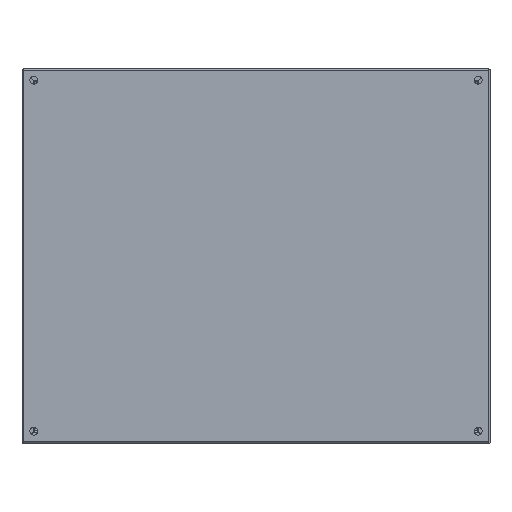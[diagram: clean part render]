
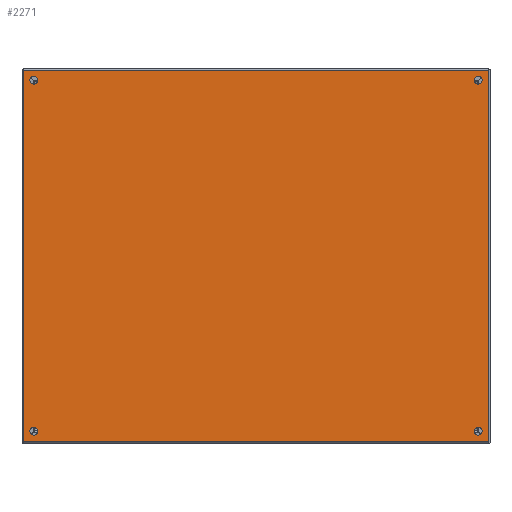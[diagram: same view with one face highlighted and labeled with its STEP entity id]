
A CAD part, top view. The second image highlights one B-rep face of the part: STEP entity #2271.
In plain terms, the highlighted face is planar.
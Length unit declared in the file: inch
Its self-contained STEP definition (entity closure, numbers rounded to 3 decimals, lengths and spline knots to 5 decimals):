
#244 = CARTESIAN_POINT ( 'NONE',  ( 0., 0.75, -11.25 ) ) ;
#466 = VERTEX_POINT ( 'NONE', #2038 ) ;
#1775 = CARTESIAN_POINT ( 'NONE',  ( 0., 0.5, 11.25 ) ) ;
#1912 = EDGE_CURVE ( 'NONE', #25255, #3670, #10385, .T. ) ;
#1966 = DIRECTION ( 'NONE',  ( 0., -1., 0. ) ) ;
#2038 = CARTESIAN_POINT ( 'NONE',  ( 0., 29.5, -11.25 ) ) ;
#2192 = VERTEX_POINT ( 'NONE', #23699 ) ;
#2271 = ADVANCED_FACE ( 'NONE', ( #5579, #2455, #15258, #17599, #28117 ), #40855, .T. ) ;
#2455 = FACE_BOUND ( 'NONE', #26711, .T. ) ;
#2668 = DIRECTION ( 'NONE',  ( -1., 0., 0. ) ) ;
#2758 = CARTESIAN_POINT ( 'NONE',  ( 0., 0.75, 11.25 ) ) ;
#2860 = DIRECTION ( 'NONE',  ( 0., 1., 0. ) ) ;
#2923 = DIRECTION ( 'NONE',  ( 1., 0., 0. ) ) ;
#3060 = DIRECTION ( 'NONE',  ( 1., 0., 0. ) ) ;
#3163 = AXIS2_PLACEMENT_3D ( 'NONE', #33049, #30489, #36169 ) ;
#3353 = DIRECTION ( 'NONE',  ( 1., 0., 0. ) ) ;
#3670 = VERTEX_POINT ( 'NONE', #17793 ) ;
#4062 = EDGE_CURVE ( 'NONE', #11629, #17995, #12525, .T. ) ;
#4572 = ORIENTED_EDGE ( 'NONE', *, *, #35720, .T. ) ;
#4692 = AXIS2_PLACEMENT_3D ( 'NONE', #6301, #12828, #28810 ) ;
#5036 = EDGE_CURVE ( 'NONE', #11629, #2192, #12683, .T. ) ;
#5514 = CARTESIAN_POINT ( 'NONE',  ( 0., 29.928, -11.892 ) ) ;
#5579 = FACE_OUTER_BOUND ( 'NONE', #16028, .T. ) ;
#6022 = CARTESIAN_POINT ( 'NONE',  ( 0., 0.5, -11.25 ) ) ;
#6301 = CARTESIAN_POINT ( 'NONE',  ( 0., 0.75, 11.25 ) ) ;
#6702 = CIRCLE ( 'NONE', #4692, 0.25 ) ;
#6803 = ORIENTED_EDGE ( 'NONE', *, *, #26037, .T. ) ;
#8466 = ORIENTED_EDGE ( 'NONE', *, *, #36016, .T. ) ;
#8844 = DIRECTION ( 'NONE',  ( 0., 1., 0. ) ) ;
#9279 = ORIENTED_EDGE ( 'NONE', *, *, #4062, .T. ) ;
#9325 = DIRECTION ( 'NONE',  ( 0., -1., 0. ) ) ;
#9680 = DIRECTION ( 'NONE',  ( 1., 0., 0. ) ) ;
#10327 = CARTESIAN_POINT ( 'NONE',  ( 0., 29.25, 11.25 ) ) ;
#10385 = CIRCLE ( 'NONE', #11010, 0.25 ) ;
#10388 = ORIENTED_EDGE ( 'NONE', *, *, #10771, .T. ) ;
#10457 = AXIS2_PLACEMENT_3D ( 'NONE', #25550, #3060, #2860 ) ;
#10771 = EDGE_CURVE ( 'NONE', #41153, #26603, #11175, .T. ) ;
#11010 = AXIS2_PLACEMENT_3D ( 'NONE', #10327, #26688, #14917 ) ;
#11175 = CIRCLE ( 'NONE', #3163, 0.25 ) ;
#11211 = EDGE_LOOP ( 'NONE', ( #20241, #4572 ) ) ;
#11347 = CIRCLE ( 'NONE', #26124, 0.25 ) ;
#11629 = VERTEX_POINT ( 'NONE', #26756 ) ;
#11987 = AXIS2_PLACEMENT_3D ( 'NONE', #2758, #9680, #8844 ) ;
#11999 = CARTESIAN_POINT ( 'NONE',  ( 0., 0.072, 11.928 ) ) ;
#12014 = VECTOR ( 'NONE', #9325, 39.37008 ) ;
#12018 = CARTESIAN_POINT ( 'NONE',  ( 0., 0.072, -11.892 ) ) ;
#12213 = VERTEX_POINT ( 'NONE', #25966 ) ;
#12525 = LINE ( 'NONE', #22809, #39639 ) ;
#12683 = LINE ( 'NONE', #19647, #12014 ) ;
#12828 = DIRECTION ( 'NONE',  ( 1., 0., 0. ) ) ;
#14917 = DIRECTION ( 'NONE',  ( 0., 1., 0. ) ) ;
#15258 = FACE_BOUND ( 'NONE', #25776, .T. ) ;
#16028 = EDGE_LOOP ( 'NONE', ( #9279, #36913, #21345, #36554 ) ) ;
#16160 = DIRECTION ( 'NONE',  ( 0., 1., 0. ) ) ;
#17599 = FACE_BOUND ( 'NONE', #33009, .T. ) ;
#17793 = CARTESIAN_POINT ( 'NONE',  ( 0., 29., 11.25 ) ) ;
#17995 = VERTEX_POINT ( 'NONE', #24295 ) ;
#19188 = CARTESIAN_POINT ( 'NONE',  ( 0., 29.5, 11.25 ) ) ;
#19201 = CIRCLE ( 'NONE', #10457, 0.25 ) ;
#19647 = CARTESIAN_POINT ( 'NONE',  ( 0., 0.072, 11.892 ) ) ;
#20241 = ORIENTED_EDGE ( 'NONE', *, *, #1912, .T. ) ;
#21345 = ORIENTED_EDGE ( 'NONE', *, *, #41002, .T. ) ;
#21405 = CARTESIAN_POINT ( 'NONE',  ( 0., 1., -11.25 ) ) ;
#21959 = ORIENTED_EDGE ( 'NONE', *, *, #35330, .T. ) ;
#22058 = VECTOR ( 'NONE', #27597, 39.37008 ) ;
#22606 = CARTESIAN_POINT ( 'NONE',  ( 0., 29.928, 11.928 ) ) ;
#22809 = CARTESIAN_POINT ( 'NONE',  ( 0., 29.928, -11.928 ) ) ;
#23699 = CARTESIAN_POINT ( 'NONE',  ( 0., 0.072, 11.892 ) ) ;
#23974 = VECTOR ( 'NONE', #1966, 39.37008 ) ;
#24295 = CARTESIAN_POINT ( 'NONE',  ( 0., 29.928, -11.892 ) ) ;
#24693 = EDGE_CURVE ( 'NONE', #26603, #41153, #35782, .T. ) ;
#24737 = ORIENTED_EDGE ( 'NONE', *, *, #24693, .T. ) ;
#25188 = AXIS2_PLACEMENT_3D ( 'NONE', #22606, #2668, #37925 ) ;
#25190 = DIRECTION ( 'NONE',  ( 0., 1., 0. ) ) ;
#25255 = VERTEX_POINT ( 'NONE', #19188 ) ;
#25550 = CARTESIAN_POINT ( 'NONE',  ( 0., 29.25, -11.25 ) ) ;
#25745 = CARTESIAN_POINT ( 'NONE',  ( 0., 29.25, -11.25 ) ) ;
#25776 = EDGE_LOOP ( 'NONE', ( #41411, #6803 ) ) ;
#25966 = CARTESIAN_POINT ( 'NONE',  ( 0., 29., -11.25 ) ) ;
#26037 = EDGE_CURVE ( 'NONE', #12213, #466, #19201, .T. ) ;
#26124 = AXIS2_PLACEMENT_3D ( 'NONE', #41299, #2923, #25190 ) ;
#26153 = EDGE_CURVE ( 'NONE', #466, #12213, #34575, .T. ) ;
#26418 = AXIS2_PLACEMENT_3D ( 'NONE', #244, #3353, #16160 ) ;
#26603 = VERTEX_POINT ( 'NONE', #6022 ) ;
#26688 = DIRECTION ( 'NONE',  ( 1., 0., 0. ) ) ;
#26711 = EDGE_LOOP ( 'NONE', ( #10388, #24737 ) ) ;
#26756 = CARTESIAN_POINT ( 'NONE',  ( 0., 29.928, 11.892 ) ) ;
#27597 = DIRECTION ( 'NONE',  ( 0., 0., 1. ) ) ;
#28117 = FACE_BOUND ( 'NONE', #11211, .T. ) ;
#28250 = VERTEX_POINT ( 'NONE', #12018 ) ;
#28810 = DIRECTION ( 'NONE',  ( 0., 1., 0. ) ) ;
#30489 = DIRECTION ( 'NONE',  ( 1., 0., 0. ) ) ;
#31108 = LINE ( 'NONE', #11999, #22058 ) ;
#32040 = DIRECTION ( 'NONE',  ( 0., 0., -1. ) ) ;
#33009 = EDGE_LOOP ( 'NONE', ( #21959, #8466 ) ) ;
#33049 = CARTESIAN_POINT ( 'NONE',  ( 0., 0.75, -11.25 ) ) ;
#34312 = LINE ( 'NONE', #5514, #23974 ) ;
#34575 = CIRCLE ( 'NONE', #40604, 0.25 ) ;
#34597 = VERTEX_POINT ( 'NONE', #1775 ) ;
#34980 = DIRECTION ( 'NONE',  ( 1., 0., 0. ) ) ;
#35330 = EDGE_CURVE ( 'NONE', #39186, #34597, #38144, .T. ) ;
#35720 = EDGE_CURVE ( 'NONE', #3670, #25255, #11347, .T. ) ;
#35782 = CIRCLE ( 'NONE', #26418, 0.25 ) ;
#36016 = EDGE_CURVE ( 'NONE', #34597, #39186, #6702, .T. ) ;
#36169 = DIRECTION ( 'NONE',  ( 0., 1., 0. ) ) ;
#36554 = ORIENTED_EDGE ( 'NONE', *, *, #5036, .F. ) ;
#36913 = ORIENTED_EDGE ( 'NONE', *, *, #40182, .T. ) ;
#37925 = DIRECTION ( 'NONE',  ( 0., 1., 0. ) ) ;
#38144 = CIRCLE ( 'NONE', #11987, 0.25 ) ;
#38165 = CARTESIAN_POINT ( 'NONE',  ( 0., 1., 11.25 ) ) ;
#38521 = DIRECTION ( 'NONE',  ( 0., 1., 0. ) ) ;
#39186 = VERTEX_POINT ( 'NONE', #38165 ) ;
#39639 = VECTOR ( 'NONE', #32040, 39.37008 ) ;
#40182 = EDGE_CURVE ( 'NONE', #17995, #28250, #34312, .T. ) ;
#40604 = AXIS2_PLACEMENT_3D ( 'NONE', #25745, #34980, #38521 ) ;
#40855 = PLANE ( 'NONE',  #25188 ) ;
#41002 = EDGE_CURVE ( 'NONE', #28250, #2192, #31108, .T. ) ;
#41153 = VERTEX_POINT ( 'NONE', #21405 ) ;
#41299 = CARTESIAN_POINT ( 'NONE',  ( 0., 29.25, 11.25 ) ) ;
#41411 = ORIENTED_EDGE ( 'NONE', *, *, #26153, .T. ) ;
